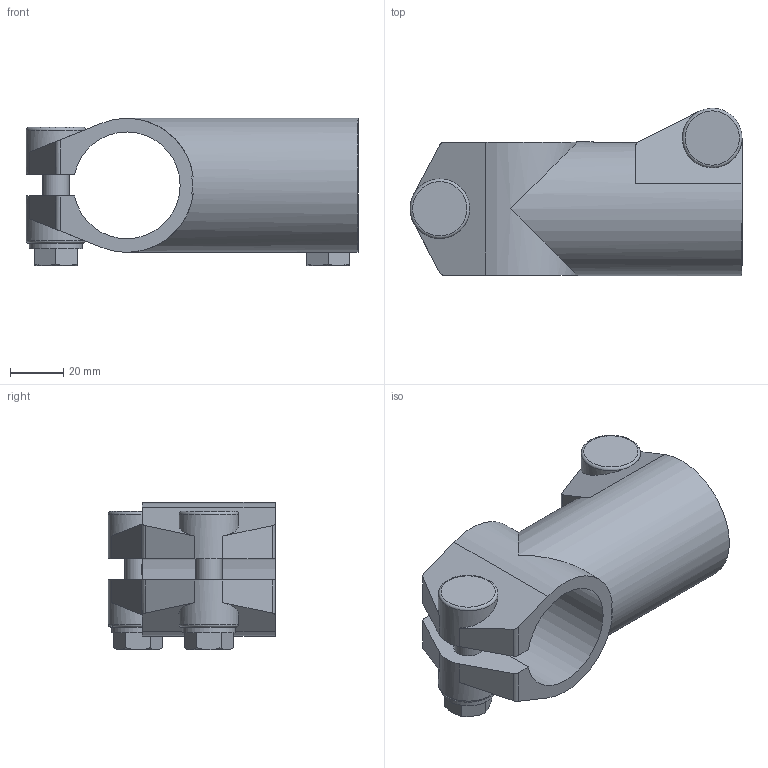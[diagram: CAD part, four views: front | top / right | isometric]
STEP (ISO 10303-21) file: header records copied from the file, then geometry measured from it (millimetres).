
FILE_DESCRIPTION( ( 'STEP AP214' ), '1' );
FILE_NAME( 'K0475.14040.stp', '2020-12-08T09:32:38', ( '' ), ( '' ), ' ', 'PARTsolutions', ' ' );
FILE_SCHEMA( ( 'AUTOMOTIVE_DESIGN { 1 0 10303 214 1 1 1 1 }' ) );
Length unit declared in the file: millimetre
Products named in the file (1): _K0475.14040
Bounding box: 124.9 x 62.97 x 55.4 mm (x, y, z)
Volume: 123470.3 mm3; surface area: 42748.1 mm2
Topology: 1 solids, 3 shells, 90 faces, 228 edges, 150 vertices
Faces by surface type: plane 47, cylinder 25, cone 14, torus 4
Full cylindrical faces by diameter (mm): 8.376 x2, 10 x2, 11 x2, 20 x2, 40.17 x1, 50.4 x1
Entity records: 3402 total; most frequent: CARTESIAN_POINT 625, DIRECTION 430, ORIENTED_EDGE 398, EDGE_CURVE 199, AXIS2_PLACEMENT_3D 172, VERTEX_POINT 137, EDGE_LOOP 116, FACE_OUTER_BOUND 104
